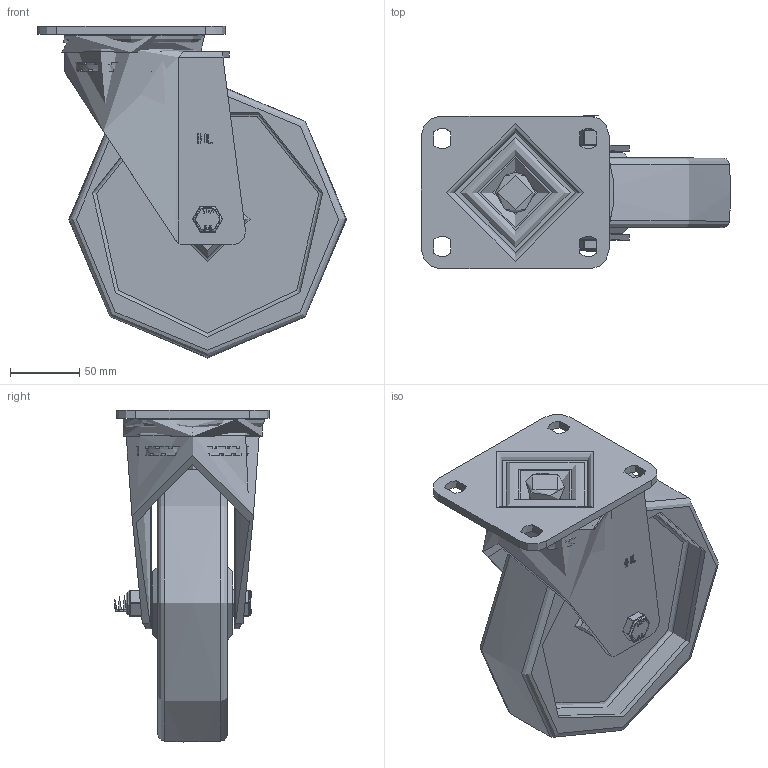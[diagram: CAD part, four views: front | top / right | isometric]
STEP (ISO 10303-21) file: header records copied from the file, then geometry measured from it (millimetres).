
FILE_DESCRIPTION(/* description */ ('','CAx-IF Rec.Pracs.---Representation and Presentation of Product Manufacturing Information (PMI)---4.0---2014-10-13'),/* implementation_level */ '2;1');
FILE_NAME(/* name */ 'BZP200PN.step',/* time_stamp */ '2024-12-04T12:21:56Z',/* author */ (''),/* organization */ (''),/* preprocessor_version */ 'ST-DEVELOPER v20',/* originating_system */ 'Autodesk Translation Framework v13.20.0.188',/* authorisation */ '');
FILE_SCHEMA (('AP242_MANAGED_MODEL_BASED_3D_ENGINEERING_MIM_LF { 1 0 10303 442 1 1 4 }'));
Length unit declared in the file: millimetre
Products named in the file (24): BZP200PN; BZP200AS v1; ZINC PLATED, PRESSED STEEL TOP PLATE; ZINC PLATED, PRESSED STEEL TOP PLATE Geometry; NUT; ZINC PLATED, PRESSED STEEL FORKS; BEARING SEAL; BZH200WPNRB v3; NYLON RIM; POLYURETHANE TYRE; RBM20X30X50 v1; NYLON ROLLER BEARING; NYLON CAGE; RIBS; Component5; CAP; TUBEM20X60 v1; ZINC PLATED STEEL TUBE; HEXBOLTM12X90Z8.8 v2; GRADE 8.8 ZINC PLATED BOLT; NYLOCM12Z14MM v1; NYLOC NUT; NUT (1); RUBBER
Assembly tree (32 placements, depth 6):
  BZP200PN
    BZP200AS v1
      ZINC PLATED, PRESSED STEEL TOP PLATE
        ZINC PLATED, PRESSED STEEL TOP PLATE Geometry
        NUT
      ZINC PLATED, PRESSED STEEL FORKS
      BEARING SEAL
    BZH200WPNRB v3
      NYLON RIM
      POLYURETHANE TYRE
      RBM20X30X50 v1
        NYLON ROLLER BEARING
          NYLON CAGE
          RIBS
            Component5  x10
      CAP
    TUBEM20X60 v1
      ZINC PLATED STEEL TUBE
    HEXBOLTM12X90Z8.8 v2
      GRADE 8.8 ZINC PLATED BOLT
    NYLOCM12Z14MM v1
      NYLOC NUT
        NUT (1)
        RUBBER
Bounding box: 222.5 x 111 x 238.93 mm (x, y, z)
Volume: 1095656.9 mm3; surface area: 343691.1 mm2
Topology: 22 solids, 22 shells, 694 faces, 1795 edges, 1153 vertices
Faces by surface type: plane 405, cylinder 200, bspline 44, torus 18, sphere 18, cone 9
Full cylindrical faces by diameter (mm): 9.836 x16, 11.834 x16, 12 x3, 12.2 x2, 12.5 x1, 14 x2, 17.75 x1, 18.5 x1, 19 x2, 19.9 x1, 20 x1, 20.5 x2, 29 x2, 29.5 x1, 30 x2, 32 x2, 36 x1, 50 x1, 55 x2, 83 x1, 88 x1, 96 x1, 103.5 x1, 170 x4, 178 x2
Entity records: 28614 total; most frequent: CARTESIAN_POINT 11606, ORIENTED_EDGE 3470, DIRECTION 3409, EDGE_CURVE 1735, AXIS2_PLACEMENT_3D 1225, VERTEX_POINT 1117, LINE 959, VECTOR 959
